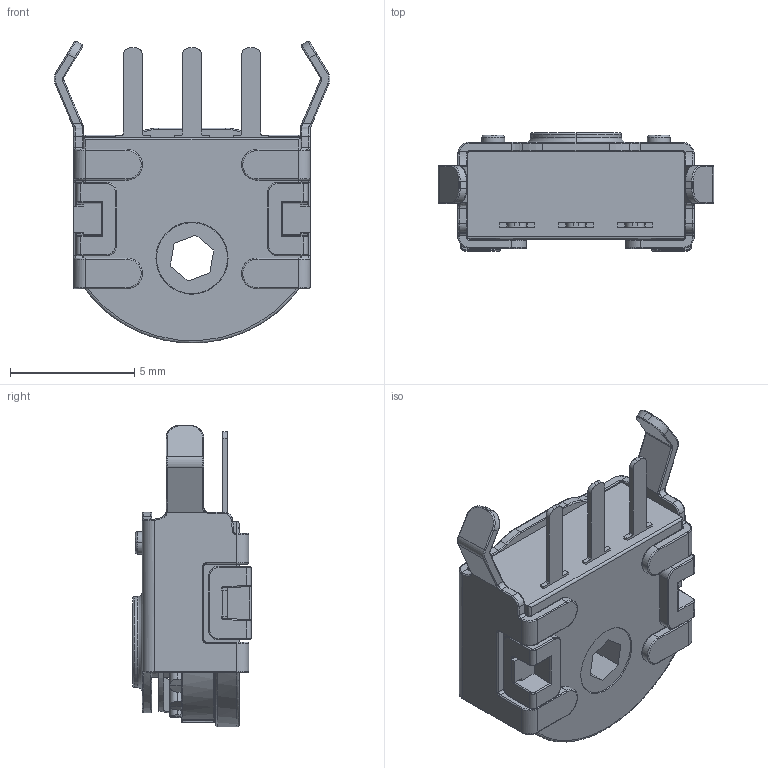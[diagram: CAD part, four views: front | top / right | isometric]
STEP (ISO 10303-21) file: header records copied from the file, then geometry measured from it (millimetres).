
FILE_DESCRIPTION(('FreeCAD Model'),'2;1');
FILE_NAME('Open CASCADE Shape Model','2025-05-03T10:45:53',('FreeCAD'),( 'FreeCAD'),'Open CASCADE STEP processor 7.6','FreeCAD','Unknown');
FILE_SCHEMA(('AUTOMOTIVE_DESIGN { 1 0 10303 214 1 1 1 1 }'));
Products named in the file (1): Open CASCADE STEP translator 7.6 1
Bounding box: 11.1 x 4.75 x 12.14 mm (x, y, z)
Volume: 243.4 mm3; surface area: 765.3 mm2
Topology: 4 solids, 4 shells, 1485 faces, 3918 edges, 2527 vertices
Faces by surface type: bspline 1485
Entity records: 55471 total; most frequent: CARTESIAN_POINT 32176, ORIENTED_EDGE 7836, EDGE_CURVE 3918, B_SPLINE_CURVE_WITH_KNOTS 3277, VERTEX_POINT 2527, FACE_BOUND 1583, EDGE_LOOP 1583, ADVANCED_FACE 1485
